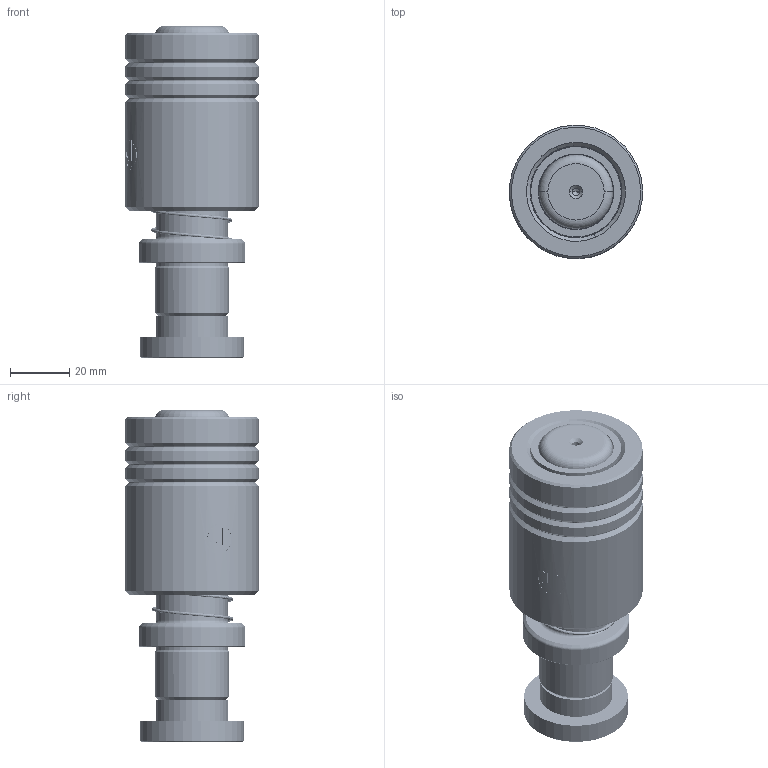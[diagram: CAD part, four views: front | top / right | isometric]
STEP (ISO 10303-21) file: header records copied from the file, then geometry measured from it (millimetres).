
FILE_DESCRIPTION (( 'STEP AP214' ), '1' );
FILE_NAME ('HBSH(HBJH)-D25-L80(BL-60).STEP', '2021-08-13T08:27:32', ( '' ), ( '' ), 'SwSTEP 2.0', 'SolidWorks 2016', '' );
FILE_SCHEMA (( 'AUTOMOTIVE_DESIGN' ));
Length unit declared in the file: millimetre
Products named in the file (257): BRP-D25-L80; BALL-D3; DRP蹟簽D25; BSH-30.5-25.5-L60; BSH-D30.5-25.5-L60郪蚾; HWP-D27.5-d25.5-L40; TBB-D45-d31-L60; HBSH(HBJH)-D25-L80(BL-60)
Assembly tree (251 placements, depth 3):
  BRP-D25-L80
  BALL-D3
  BALL-D3
  BALL-D3
  BALL-D3
Bounding box: 44.92 x 44.92 x 112 mm (x, y, z)
Volume: 119301.6 mm3; surface area: 54556.3 mm2
Topology: 247 solids, 247 shells, 1112 faces, 4727 edges, 3134 vertices
Faces by surface type: sphere 968, cylinder 42, cone 40, torus 24, plane 24, bspline 14
Entity records: 48964 total; most frequent: CARTESIAN_POINT 28201, ORIENTED_EDGE 3628, DIRECTION 3162, EDGE_CURVE 1814, AXIS2_PLACEMENT_3D 1525, VERTEX_POINT 1186, EDGE_LOOP 1110, B_SPLINE_CURVE_WITH_KNOTS 1053
